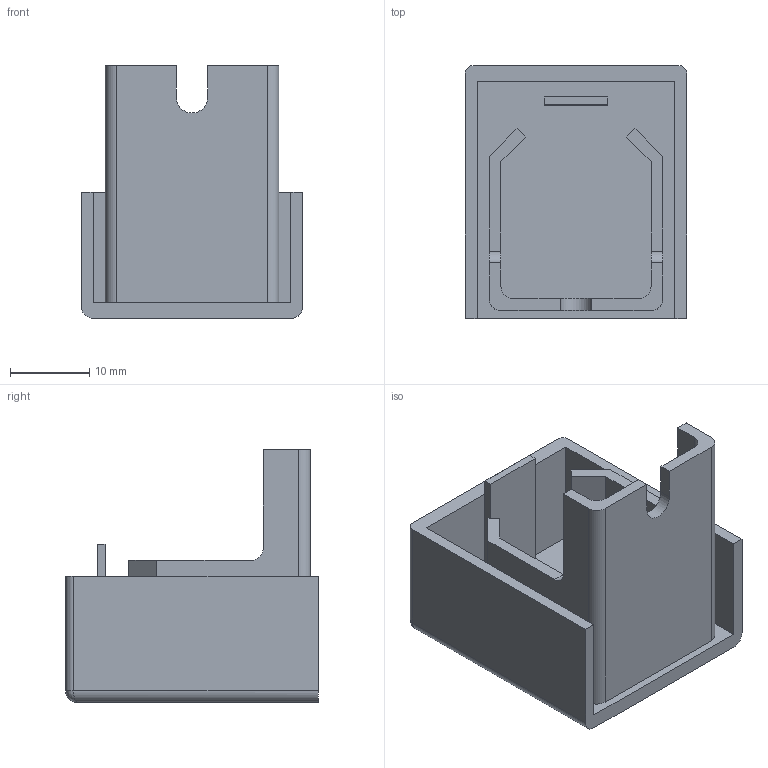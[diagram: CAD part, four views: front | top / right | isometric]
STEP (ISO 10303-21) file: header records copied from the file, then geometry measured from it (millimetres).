
FILE_DESCRIPTION(/* description */ ('TAPPO CANALA 25x30G'),/* implementation_level */ '2;1');
FILE_NAME(/* name */ 'CMEAA0000012-XE70225G.stp',/* time_stamp */ '2018-02-28T15:37:33+01:00',/* author */ ('fzagni'),/* organization */ (''),/* preprocessor_version */ 'ST-DEVELOPER v16.1',/* originating_system */ 'Autodesk Inventor 2016',/* authorisation */ '');
FILE_SCHEMA (('AUTOMOTIVE_DESIGN { 1 0 10303 214 3 1 1 }'));
Length unit declared in the file: millimetre
Products named in the file (1): XE70225G
Bounding box: 28 x 32 x 32 mm (x, y, z)
Volume: 6149 mm3; surface area: 7786.7 mm2
Topology: 1 solids, 1 shells, 49 faces, 131 edges, 84 vertices
Faces by surface type: plane 35, cylinder 12, bspline 2
Entity records: 1575 total; most frequent: CARTESIAN_POINT 321, ORIENTED_EDGE 258, DIRECTION 249, EDGE_CURVE 129, LINE 105, VECTOR 105, VERTEX_POINT 84, AXIS2_PLACEMENT_3D 72
